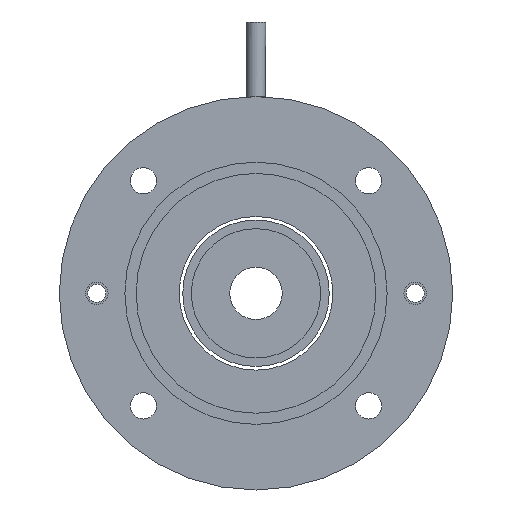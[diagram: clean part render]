
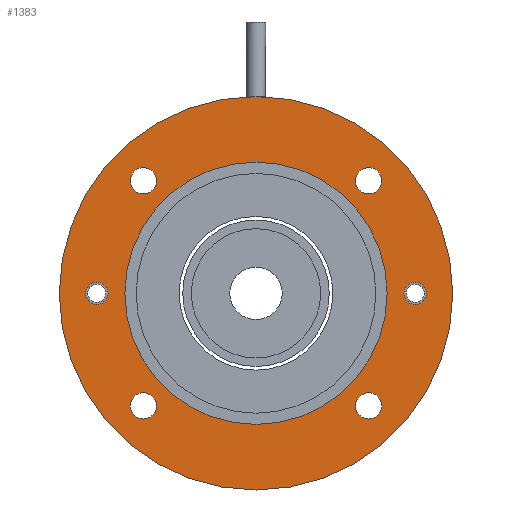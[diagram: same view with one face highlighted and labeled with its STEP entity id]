
A CAD part, left-side view. The second image highlights one B-rep face of the part: STEP entity #1383.
In plain terms, the highlighted planar face has unit normal (-1, 0, 0).
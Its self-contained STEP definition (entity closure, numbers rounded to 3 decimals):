
#525=PLANE('',#1297);
#575=ORIENTED_EDGE('',*,*,#726,.T.);
#576=ORIENTED_EDGE('',*,*,#742,.F.);
#577=ORIENTED_EDGE('',*,*,#743,.T.);
#578=ORIENTED_EDGE('',*,*,#744,.T.);
#579=ORIENTED_EDGE('',*,*,#745,.T.);
#580=ORIENTED_EDGE('',*,*,#746,.T.);
#581=ORIENTED_EDGE('',*,*,#747,.T.);
#582=ORIENTED_EDGE('',*,*,#748,.T.);
#634=CIRCLE('',#1270,52.5);
#650=CIRCLE('',#1296,35.);
#651=CIRCLE('',#1298,3.5);
#652=CIRCLE('',#1299,3.5);
#653=CIRCLE('',#1300,3.5);
#654=CIRCLE('',#1301,3.5);
#655=CIRCLE('',#1302,3.);
#656=CIRCLE('',#1303,3.);
#680=VERTEX_POINT('',#1144);
#696=VERTEX_POINT('',#1186);
#697=VERTEX_POINT('',#1189);
#698=VERTEX_POINT('',#1191);
#699=VERTEX_POINT('',#1193);
#700=VERTEX_POINT('',#1195);
#701=VERTEX_POINT('',#1197);
#702=VERTEX_POINT('',#1199);
#726=EDGE_CURVE('',#680,#680,#634,.T.);
#742=EDGE_CURVE('',#696,#696,#650,.T.);
#743=EDGE_CURVE('',#697,#697,#651,.T.);
#744=EDGE_CURVE('',#698,#698,#652,.T.);
#745=EDGE_CURVE('',#699,#699,#653,.T.);
#746=EDGE_CURVE('',#700,#700,#654,.T.);
#747=EDGE_CURVE('',#701,#701,#655,.T.);
#748=EDGE_CURVE('',#702,#702,#656,.T.);
#805=EDGE_LOOP('',(#575));
#806=EDGE_LOOP('',(#576));
#807=EDGE_LOOP('',(#577));
#808=EDGE_LOOP('',(#578));
#809=EDGE_LOOP('',(#579));
#810=EDGE_LOOP('',(#580));
#811=EDGE_LOOP('',(#581));
#812=EDGE_LOOP('',(#582));
#897=FACE_BOUND('',#805,.T.);
#898=FACE_BOUND('',#806,.T.);
#899=FACE_BOUND('',#807,.T.);
#900=FACE_BOUND('',#808,.T.);
#901=FACE_BOUND('',#809,.T.);
#902=FACE_BOUND('',#810,.T.);
#903=FACE_BOUND('',#811,.T.);
#904=FACE_BOUND('',#812,.T.);
#977=DIRECTION('',(-1.,0.,0.));
#978=DIRECTION('',(0.,52.5,0.));
#1029=DIRECTION('',(-1.,0.,0.));
#1030=DIRECTION('',(0.,0.,35.));
#1031=DIRECTION('',(-1.,0.,0.));
#1032=DIRECTION('',(0.,1.,0.));
#1033=DIRECTION('',(1.,0.,0.));
#1034=DIRECTION('',(0.,0.,3.5));
#1035=DIRECTION('',(1.,0.,0.));
#1036=DIRECTION('',(0.,-3.5,0.));
#1037=DIRECTION('',(1.,0.,0.));
#1038=DIRECTION('',(0.,0.,-3.5));
#1039=DIRECTION('',(1.,0.,0.));
#1040=DIRECTION('',(0.,3.5,0.));
#1041=DIRECTION('',(1.,0.,0.));
#1042=DIRECTION('',(0.,-3.,0.));
#1043=DIRECTION('',(1.,0.,0.));
#1044=DIRECTION('',(0.,3.,0.));
#1144=CARTESIAN_POINT('',(0.,52.5,0.));
#1145=CARTESIAN_POINT('',(0.,0.,0.));
#1186=CARTESIAN_POINT('',(0.,0.,35.));
#1187=CARTESIAN_POINT('',(0.,0.,0.));
#1188=CARTESIAN_POINT('',(0.,52.5,0.));
#1189=CARTESIAN_POINT('',(0.,-30.052,-26.552));
#1190=CARTESIAN_POINT('',(0.,-30.052,-30.052));
#1191=CARTESIAN_POINT('',(0.,26.552,-30.052));
#1192=CARTESIAN_POINT('',(0.,30.052,-30.052));
#1193=CARTESIAN_POINT('',(0.,30.052,26.552));
#1194=CARTESIAN_POINT('',(0.,30.052,30.052));
#1195=CARTESIAN_POINT('',(0.,-26.552,30.052));
#1196=CARTESIAN_POINT('',(0.,-30.052,30.052));
#1197=CARTESIAN_POINT('',(0.,39.5,0.));
#1198=CARTESIAN_POINT('',(0.,42.5,0.));
#1199=CARTESIAN_POINT('',(0.,-39.5,0.));
#1200=CARTESIAN_POINT('',(0.,-42.5,0.));
#1270=AXIS2_PLACEMENT_3D('',#1145,#977,#978);
#1296=AXIS2_PLACEMENT_3D('',#1187,#1029,#1030);
#1297=AXIS2_PLACEMENT_3D('',#1188,#1031,#1032);
#1298=AXIS2_PLACEMENT_3D('',#1190,#1033,#1034);
#1299=AXIS2_PLACEMENT_3D('',#1192,#1035,#1036);
#1300=AXIS2_PLACEMENT_3D('',#1194,#1037,#1038);
#1301=AXIS2_PLACEMENT_3D('',#1196,#1039,#1040);
#1302=AXIS2_PLACEMENT_3D('',#1198,#1041,#1042);
#1303=AXIS2_PLACEMENT_3D('',#1200,#1043,#1044);
#1383=ADVANCED_FACE('',(#897,#898,#899,#900,#901,#902,#903,#904),#525,.T.);
